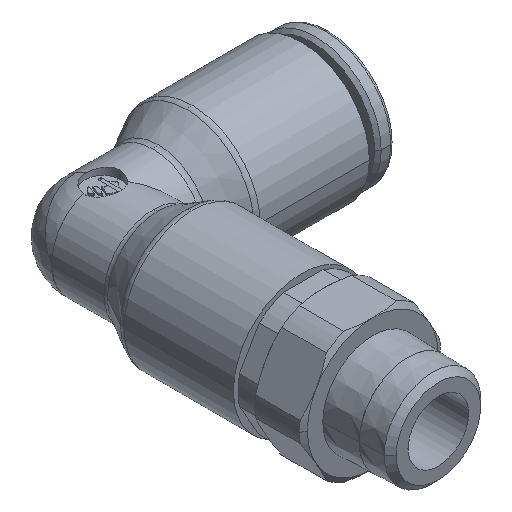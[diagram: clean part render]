
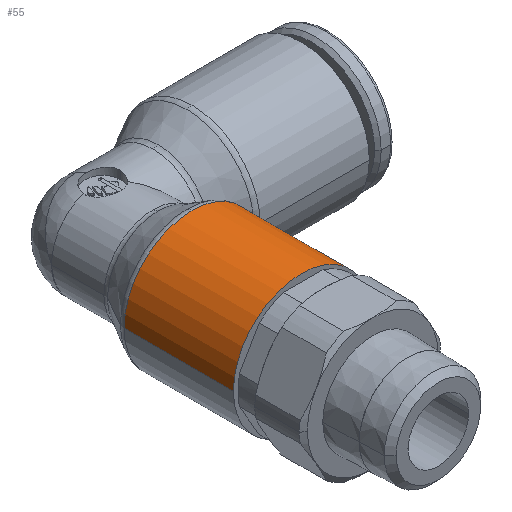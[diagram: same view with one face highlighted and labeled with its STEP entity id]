
A CAD part, isometric view. The second image highlights one B-rep face of the part: STEP entity #55.
In plain terms, the highlighted cylindrical face has radius 6.75 mm (diameter 13.5 mm), a partial arc.
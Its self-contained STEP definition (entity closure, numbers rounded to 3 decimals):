
#55=ADVANCED_FACE('',(#198),#199,.T.);
#198=FACE_OUTER_BOUND('',#477,.T.);
#199=CYLINDRICAL_SURFACE('',#478,6.75);
#477=EDGE_LOOP('',(#810,#811,#812,#813,#814));
#478=AXIS2_PLACEMENT_3D('',#815,#816,#817);
#810=ORIENTED_EDGE('',*,*,#1833,.F.);
#811=ORIENTED_EDGE('',*,*,#1834,.T.);
#812=ORIENTED_EDGE('',*,*,#1835,.T.);
#813=ORIENTED_EDGE('',*,*,#1836,.F.);
#814=ORIENTED_EDGE('',*,*,#1837,.F.);
#815=CARTESIAN_POINT('',(0.,12.52,0.003));
#816=DIRECTION('',(0.,-1.0,0.0));
#817=DIRECTION('',(1.0,0.,0.0));
#1833=EDGE_CURVE('',#2196,#2197,#2198,.T.);
#1834=EDGE_CURVE('',#2196,#2199,#2200,.T.);
#1835=EDGE_CURVE('',#2199,#2201,#2202,.T.);
#1836=EDGE_CURVE('',#2203,#2201,#2204,.T.);
#1837=EDGE_CURVE('',#2197,#2203,#2205,.T.);
#2196=VERTEX_POINT('',#2742);
#2197=VERTEX_POINT('',#2743);
#2198=LINE('',#2744,#2745);
#2199=VERTEX_POINT('',#2746);
#2200=CIRCLE('',#2747,6.75);
#2201=VERTEX_POINT('',#2748);
#2202=CIRCLE('',#2749,6.75);
#2203=VERTEX_POINT('',#2750);
#2204=LINE('',#2751,#2752);
#2205=CIRCLE('',#2753,6.75);
#2742=CARTESIAN_POINT('',(6.75,17.945,0.003));
#2743=CARTESIAN_POINT('',(6.75,7.095,0.003));
#2744=CARTESIAN_POINT('',(6.75,12.52,0.003));
#2745=VECTOR('',#4217,1.0);
#2746=CARTESIAN_POINT('',(0.,17.945,6.753));
#2747=AXIS2_PLACEMENT_3D('',#4218,#4219,#4220);
#2748=CARTESIAN_POINT('',(-6.75,17.945,0.003));
#2749=AXIS2_PLACEMENT_3D('',#4221,#4222,#4223);
#2750=CARTESIAN_POINT('',(-6.75,7.095,0.003));
#2751=CARTESIAN_POINT('',(-6.75,12.52,0.003));
#2752=VECTOR('',#4224,1.0);
#2753=AXIS2_PLACEMENT_3D('',#4225,#4226,#4227);
#4217=DIRECTION('',(0.,-1.0,0.0));
#4218=CARTESIAN_POINT('',(0.,17.945,0.003));
#4219=DIRECTION('',(0.,-1.0,0.0));
#4220=DIRECTION('',(1.0,0.,0.0));
#4221=CARTESIAN_POINT('',(0.,17.945,0.003));
#4222=DIRECTION('',(0.,-1.0,0.0));
#4223=DIRECTION('',(1.0,0.,0.0));
#4224=DIRECTION('',(0.,1.0,-0.0));
#4225=CARTESIAN_POINT('',(0.,7.095,0.003));
#4226=DIRECTION('',(0.,-1.0,0.0));
#4227=DIRECTION('',(1.0,0.,0.0));
